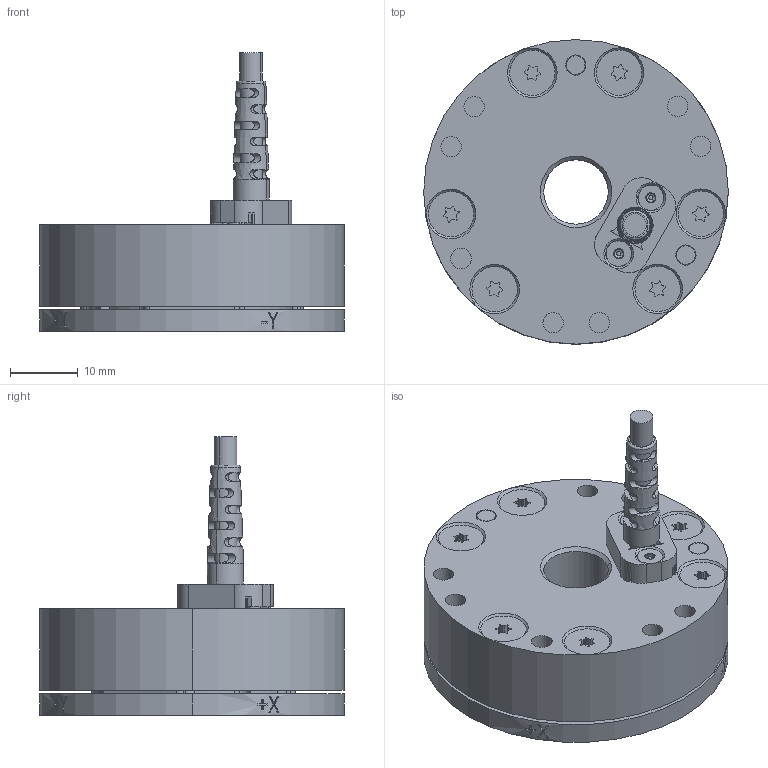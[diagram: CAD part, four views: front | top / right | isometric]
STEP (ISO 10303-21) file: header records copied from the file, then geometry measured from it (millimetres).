
FILE_DESCRIPTION (( 'STEP AP214' ), '1' );
FILE_NAME ('ATI-9105-TW-MINI45-AE-X.X.STEP', '2020-10-06T18:21:37', ( '' ), ( '' ), 'SwSTEP 2.0', 'SolidWorks 2020', '' );
FILE_SCHEMA (( 'AUTOMOTIVE_DESIGN' ));
Length unit declared in the file: inch
Products named in the file (1): ATI-9105-TW-MINI45-AE-X.X
Bounding box: 45.01 x 45.01 x 41.15 mm (x, y, z)
Volume: 23428.1 mm3; surface area: 9707.6 mm2
Topology: 1 solids, 14 shells, 829 faces, 2198 edges, 1442 vertices
Faces by surface type: cylinder 352, plane 348, cone 93, bspline 26, torus 10
Entity records: 27194 total; most frequent: CARTESIAN_POINT 5928, DIRECTION 4610, ORIENTED_EDGE 4396, EDGE_CURVE 2198, AXIS2_PLACEMENT_3D 1744, VERTEX_POINT 1442, LINE 1122, VECTOR 1122
